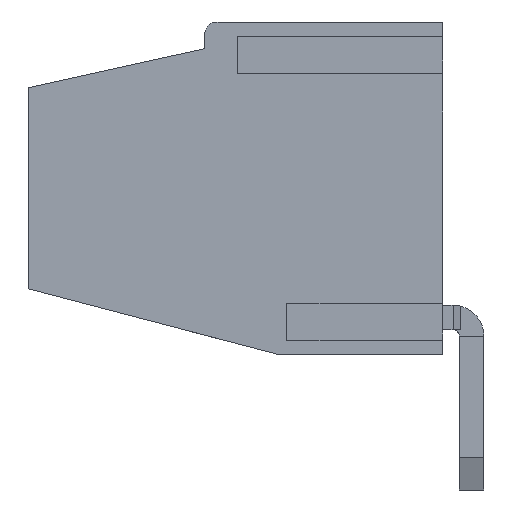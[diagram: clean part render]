
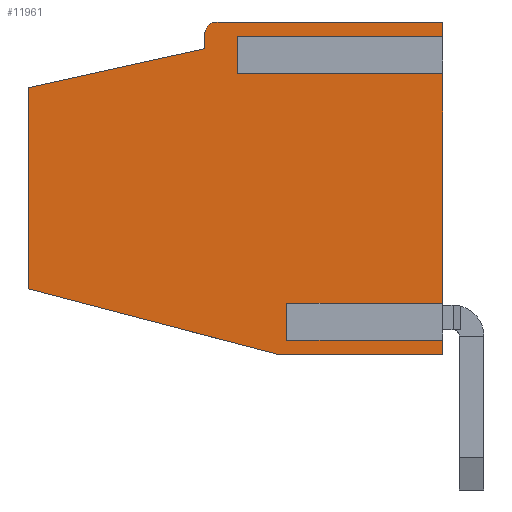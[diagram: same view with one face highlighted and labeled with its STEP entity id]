
A CAD part, left-side view. The second image highlights one B-rep face of the part: STEP entity #11961.
In plain terms, the highlighted face is planar.
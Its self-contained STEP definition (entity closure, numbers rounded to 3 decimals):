
#23 = EDGE_CURVE ( 'NONE', #3811, #5461, #14455, .T. ) ;
#67 = VECTOR ( 'NONE', #17130, 1000. ) ;
#351 = ORIENTED_EDGE ( 'NONE', *, *, #18545, .T. ) ;
#434 = VECTOR ( 'NONE', #19687, 1000. ) ;
#435 = VECTOR ( 'NONE', #24345, 1000. ) ;
#484 = VERTEX_POINT ( 'NONE', #8411 ) ;
#514 = VERTEX_POINT ( 'NONE', #7914 ) ;
#563 = DIRECTION ( 'NONE',  ( 0., 1., 0. ) ) ;
#866 = DIRECTION ( 'NONE',  ( 0., 1., 0. ) ) ;
#964 = VECTOR ( 'NONE', #866, 1000. ) ;
#1078 = EDGE_CURVE ( 'NONE', #5971, #5461, #23341, .T. ) ;
#1275 = VECTOR ( 'NONE', #3073, 1000. ) ;
#1455 = CARTESIAN_POINT ( 'NONE',  ( 2.5, 0.532, 4.5 ) ) ;
#1619 = CARTESIAN_POINT ( 'NONE',  ( 2.5, 7.8, 6.2 ) ) ;
#1877 = CARTESIAN_POINT ( 'NONE',  ( 2.5, 1.6, 10.8 ) ) ;
#2115 = DIRECTION ( 'NONE',  ( 0., -1., 0. ) ) ;
#2149 = CARTESIAN_POINT ( 'NONE',  ( 2.5, 7.032, 0.7 ) ) ;
#2290 = LINE ( 'NONE', #9973, #22523 ) ;
#2346 = VECTOR ( 'NONE', #7186, 1000. ) ;
#2703 = CARTESIAN_POINT ( 'NONE',  ( 2.5, 8.1, 0.7 ) ) ;
#2715 = EDGE_CURVE ( 'NONE', #17290, #5460, #10435, .T. ) ;
#2764 = LINE ( 'NONE', #16807, #435 ) ;
#2988 = VERTEX_POINT ( 'NONE', #7985 ) ;
#3004 = CARTESIAN_POINT ( 'NONE',  ( 2.5, 7.568, 5.7 ) ) ;
#3073 = DIRECTION ( 'NONE',  ( 0., 0., -1. ) ) ;
#3402 = CARTESIAN_POINT ( 'NONE',  ( 2.5, 0.532, 0.7 ) ) ;
#3482 = DIRECTION ( 'NONE',  ( 1., 0., 0. ) ) ;
#3811 = VERTEX_POINT ( 'NONE', #21853 ) ;
#4155 = LINE ( 'NONE', #22710, #19845 ) ;
#4224 = VECTOR ( 'NONE', #12128, 1000. ) ;
#4328 = CARTESIAN_POINT ( 'NONE',  ( 2.5, 8.1, 0.7 ) ) ;
#4742 = DIRECTION ( 'NONE',  ( 0., 0.216, -0.976 ) ) ;
#5250 = ORIENTED_EDGE ( 'NONE', *, *, #23, .F. ) ;
#5252 = VERTEX_POINT ( 'NONE', #9612 ) ;
#5309 = CARTESIAN_POINT ( 'NONE',  ( 2.5, 1.068, 4.5 ) ) ;
#5460 = VERTEX_POINT ( 'NONE', #21197 ) ;
#5461 = VERTEX_POINT ( 'NONE', #2149 ) ;
#5575 = FACE_OUTER_BOUND ( 'NONE', #12349, .T. ) ;
#5792 = VERTEX_POINT ( 'NONE', #5309 ) ;
#5971 = VERTEX_POINT ( 'NONE', #21255 ) ;
#6574 = DIRECTION ( 'NONE',  ( 0., -1., 0. ) ) ;
#6680 = DIRECTION ( 'NONE',  ( 0., 0., -1. ) ) ;
#6753 = CARTESIAN_POINT ( 'NONE',  ( 2.5, 7.032, 5.7 ) ) ;
#6952 = EDGE_CURVE ( 'NONE', #8512, #22685, #22464, .T. ) ;
#7093 = ORIENTED_EDGE ( 'NONE', *, *, #9086, .T. ) ;
#7186 = DIRECTION ( 'NONE',  ( 0., 1., 0. ) ) ;
#7624 = LINE ( 'NONE', #22706, #67 ) ;
#7637 = DIRECTION ( 'NONE',  ( 0., 1., 0. ) ) ;
#7755 = EDGE_CURVE ( 'NONE', #5252, #10655, #10755, .T. ) ;
#7914 = CARTESIAN_POINT ( 'NONE',  ( 2.5, 6.5, 10.8 ) ) ;
#7985 = CARTESIAN_POINT ( 'NONE',  ( 2.5, 7.8, 6.5 ) ) ;
#8158 = CARTESIAN_POINT ( 'NONE',  ( 2.5, 1.6, 10.8 ) ) ;
#8242 = CARTESIAN_POINT ( 'NONE',  ( 2.5, 0., 0.7 ) ) ;
#8274 = LINE ( 'NONE', #8158, #17256 ) ;
#8411 = CARTESIAN_POINT ( 'NONE',  ( 2.5, 7.45, 6.5 ) ) ;
#8512 = VERTEX_POINT ( 'NONE', #14710 ) ;
#8631 = CARTESIAN_POINT ( 'NONE',  ( 2.5, 0., 10.8 ) ) ;
#8998 = DIRECTION ( 'NONE',  ( 0., 0., -1. ) ) ;
#9086 = EDGE_CURVE ( 'NONE', #5792, #5971, #2764, .T. ) ;
#9149 = EDGE_CURVE ( 'NONE', #16338, #2988, #9926, .T. ) ;
#9612 = CARTESIAN_POINT ( 'NONE',  ( 2.5, 0., 4.7 ) ) ;
#9684 = ORIENTED_EDGE ( 'NONE', *, *, #6952, .F. ) ;
#9926 = CIRCLE ( 'NONE', #19793, 0.3 ) ;
#9973 = CARTESIAN_POINT ( 'NONE',  ( 2.5, 7.45, 6.5 ) ) ;
#10435 = LINE ( 'NONE', #3004, #434 ) ;
#10655 = VERTEX_POINT ( 'NONE', #8242 ) ;
#10676 = CARTESIAN_POINT ( 'NONE',  ( 2.5, 8.1, 0.7 ) ) ;
#10755 = LINE ( 'NONE', #8631, #19745 ) ;
#11632 = ORIENTED_EDGE ( 'NONE', *, *, #21540, .F. ) ;
#11838 = DIRECTION ( 'NONE',  ( 0., 1., 0. ) ) ;
#11961 = ADVANCED_FACE ( 'NONE', ( #5575 ), #13133, .F. ) ;
#12128 = DIRECTION ( 'NONE',  ( 0., 1., 0. ) ) ;
#12349 = EDGE_LOOP ( 'NONE', ( #13444, #14966, #11632, #19583, #13346, #16476, #18115, #20342, #9684, #351, #7093, #14702, #5250, #22798, #13860, #20523 ) ) ;
#12871 = EDGE_CURVE ( 'NONE', #5460, #21994, #13204, .T. ) ;
#13070 = VECTOR ( 'NONE', #4742, 1000. ) ;
#13133 = PLANE ( 'NONE',  #19295 ) ;
#13204 = LINE ( 'NONE', #18890, #16280 ) ;
#13346 = ORIENTED_EDGE ( 'NONE', *, *, #23263, .F. ) ;
#13444 = ORIENTED_EDGE ( 'NONE', *, *, #22932, .F. ) ;
#13860 = ORIENTED_EDGE ( 'NONE', *, *, #2715, .T. ) ;
#14197 = VECTOR ( 'NONE', #8998, 1000. ) ;
#14455 = LINE ( 'NONE', #6753, #1275 ) ;
#14702 = ORIENTED_EDGE ( 'NONE', *, *, #1078, .T. ) ;
#14710 = CARTESIAN_POINT ( 'NONE',  ( 2.5, 0.532, 4.5 ) ) ;
#14966 = ORIENTED_EDGE ( 'NONE', *, *, #9149, .T. ) ;
#15593 = CARTESIAN_POINT ( 'NONE',  ( 2.5, 8.1, 6.2 ) ) ;
#15719 = EDGE_CURVE ( 'NONE', #17290, #3811, #7624, .T. ) ;
#16180 = DIRECTION ( 'NONE',  ( 0., 0., -1. ) ) ;
#16222 = LINE ( 'NONE', #10676, #2346 ) ;
#16280 = VECTOR ( 'NONE', #7637, 1000. ) ;
#16338 = VERTEX_POINT ( 'NONE', #15593 ) ;
#16442 = CARTESIAN_POINT ( 'NONE',  ( 2.5, 0.532, 4.5 ) ) ;
#16468 = LINE ( 'NONE', #24125, #18262 ) ;
#16476 = ORIENTED_EDGE ( 'NONE', *, *, #16566, .F. ) ;
#16566 = EDGE_CURVE ( 'NONE', #5252, #16891, #8274, .T. ) ;
#16611 = CARTESIAN_POINT ( 'NONE',  ( 2.5, 6.5, 10.8 ) ) ;
#16807 = CARTESIAN_POINT ( 'NONE',  ( 2.5, 1.068, 4.5 ) ) ;
#16891 = VERTEX_POINT ( 'NONE', #1877 ) ;
#17130 = DIRECTION ( 'NONE',  ( 0., -1., 0. ) ) ;
#17256 = VECTOR ( 'NONE', #21381, 1000. ) ;
#17290 = VERTEX_POINT ( 'NONE', #22849 ) ;
#18115 = ORIENTED_EDGE ( 'NONE', *, *, #7755, .T. ) ;
#18262 = VECTOR ( 'NONE', #6680, 1000. ) ;
#18545 = EDGE_CURVE ( 'NONE', #8512, #5792, #22126, .T. ) ;
#18890 = CARTESIAN_POINT ( 'NONE',  ( 2.5, 8.1, 0.7 ) ) ;
#19048 = EDGE_CURVE ( 'NONE', #10655, #22685, #16222, .T. ) ;
#19060 = DIRECTION ( 'NONE',  ( -1., 0., 0. ) ) ;
#19295 = AXIS2_PLACEMENT_3D ( 'NONE', #23912, #19060, #2115 ) ;
#19583 = ORIENTED_EDGE ( 'NONE', *, *, #21920, .F. ) ;
#19687 = DIRECTION ( 'NONE',  ( 0., 0., -1. ) ) ;
#19745 = VECTOR ( 'NONE', #16180, 1000. ) ;
#19793 = AXIS2_PLACEMENT_3D ( 'NONE', #1619, #3482, #6574 ) ;
#19845 = VECTOR ( 'NONE', #11838, 1000. ) ;
#20342 = ORIENTED_EDGE ( 'NONE', *, *, #19048, .T. ) ;
#20523 = ORIENTED_EDGE ( 'NONE', *, *, #12871, .T. ) ;
#21197 = CARTESIAN_POINT ( 'NONE',  ( 2.5, 7.568, 0.7 ) ) ;
#21255 = CARTESIAN_POINT ( 'NONE',  ( 2.5, 1.068, 0.7 ) ) ;
#21381 = DIRECTION ( 'NONE',  ( 0., 0.254, 0.967 ) ) ;
#21540 = EDGE_CURVE ( 'NONE', #484, #2988, #2290, .T. ) ;
#21853 = CARTESIAN_POINT ( 'NONE',  ( 2.5, 7.032, 5.7 ) ) ;
#21920 = EDGE_CURVE ( 'NONE', #514, #484, #23656, .T. ) ;
#21994 = VERTEX_POINT ( 'NONE', #4328 ) ;
#22126 = LINE ( 'NONE', #16442, #4224 ) ;
#22464 = LINE ( 'NONE', #1455, #14197 ) ;
#22523 = VECTOR ( 'NONE', #563, 1000. ) ;
#22685 = VERTEX_POINT ( 'NONE', #3402 ) ;
#22706 = CARTESIAN_POINT ( 'NONE',  ( 2.5, 7.568, 5.7 ) ) ;
#22710 = CARTESIAN_POINT ( 'NONE',  ( 2.5, 8.1, 10.8 ) ) ;
#22798 = ORIENTED_EDGE ( 'NONE', *, *, #15719, .F. ) ;
#22849 = CARTESIAN_POINT ( 'NONE',  ( 2.5, 7.568, 5.7 ) ) ;
#22932 = EDGE_CURVE ( 'NONE', #16338, #21994, #16468, .T. ) ;
#23263 = EDGE_CURVE ( 'NONE', #16891, #514, #4155, .T. ) ;
#23341 = LINE ( 'NONE', #2703, #964 ) ;
#23656 = LINE ( 'NONE', #16611, #13070 ) ;
#23912 = CARTESIAN_POINT ( 'NONE',  ( 2.5, 8.1, 10.8 ) ) ;
#24125 = CARTESIAN_POINT ( 'NONE',  ( 2.5, 8.1, 10.8 ) ) ;
#24345 = DIRECTION ( 'NONE',  ( 0., 0., -1. ) ) ;
